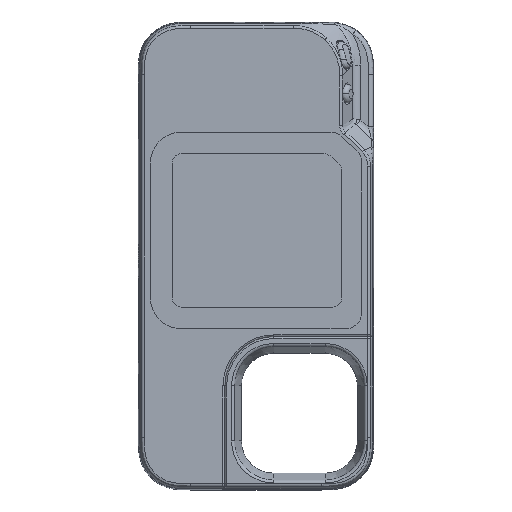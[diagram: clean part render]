
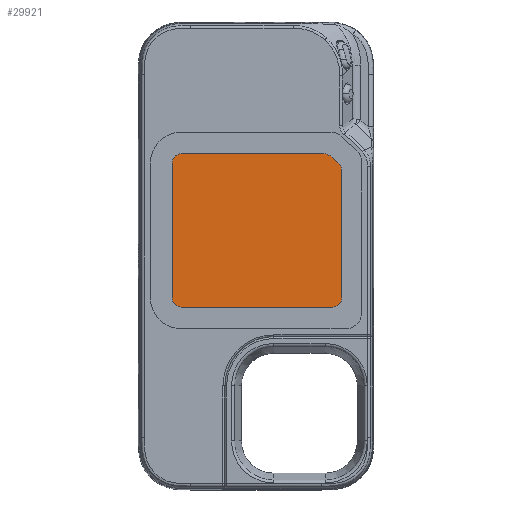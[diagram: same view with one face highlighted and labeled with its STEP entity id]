
A CAD part, front view. The second image highlights one B-rep face of the part: STEP entity #29921.
In plain terms, the highlighted planar face has unit normal (0, -1, 0).
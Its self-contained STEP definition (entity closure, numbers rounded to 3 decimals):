
#39 = DIRECTION ( 'NONE',  ( 0., 0., 1. ) ) ;
#330 = CARTESIAN_POINT ( 'NONE',  ( -49.789, -13.206, 39. ) ) ;
#758 = VERTEX_POINT ( 'NONE', #27493 ) ;
#1008 = CARTESIAN_POINT ( 'NONE',  ( -12.856, -13.206, 54.938 ) ) ;
#1543 = DIRECTION ( 'NONE',  ( 1., 0., 0. ) ) ;
#2705 = DIRECTION ( 'NONE',  ( 0., 1., 0. ) ) ;
#2715 = AXIS2_PLACEMENT_3D ( 'NONE', #4603, #32873, #22398 ) ;
#2842 = DIRECTION ( 'NONE',  ( 0., 1., 0. ) ) ;
#3229 = AXIS2_PLACEMENT_3D ( 'NONE', #32915, #25509, #22980 ) ;
#3246 = DIRECTION ( 'NONE',  ( 0., 0., -1. ) ) ;
#3381 = ORIENTED_EDGE ( 'NONE', *, *, #3441, .F. ) ;
#3441 = EDGE_CURVE ( 'NONE', #33135, #27317, #19870, .T. ) ;
#4287 = VERTEX_POINT ( 'NONE', #8760 ) ;
#4603 = CARTESIAN_POINT ( 'NONE',  ( -0.781, -13.206, 38. ) ) ;
#6396 = CIRCLE ( 'NONE', #26387, 3. ) ;
#6638 = EDGE_CURVE ( 'NONE', #26590, #17847, #30965, .T. ) ;
#7353 = DIRECTION ( 'NONE',  ( 0., 0., -1. ) ) ;
#8760 = CARTESIAN_POINT ( 'NONE',  ( -46.789, -13.206, -7.631 ) ) ;
#8997 = AXIS2_PLACEMENT_3D ( 'NONE', #17761, #2705, #7353 ) ;
#9411 = LINE ( 'NONE', #30994, #25497 ) ;
#9915 = CARTESIAN_POINT ( 'NONE',  ( -46.789, -13.206, 42. ) ) ;
#10217 = LINE ( 'NONE', #18547, #15443 ) ;
#10524 = ORIENTED_EDGE ( 'NONE', *, *, #19298, .F. ) ;
#11247 = LINE ( 'NONE', #1008, #30951 ) ;
#11997 = EDGE_CURVE ( 'NONE', #28971, #26590, #9411, .T. ) ;
#12379 = AXIS2_PLACEMENT_3D ( 'NONE', #20344, #2842, #17903 ) ;
#12495 = DIRECTION ( 'NONE',  ( 0., 1., 0. ) ) ;
#12658 = ORIENTED_EDGE ( 'NONE', *, *, #22460, .F. ) ;
#13443 = ORIENTED_EDGE ( 'NONE', *, *, #19023, .F. ) ;
#14100 = DIRECTION ( 'NONE',  ( 0., -1., 0. ) ) ;
#15184 = DIRECTION ( 'NONE',  ( 0., 0., -1. ) ) ;
#15227 = CIRCLE ( 'NONE', #12379, 4. ) ;
#15443 = VECTOR ( 'NONE', #18431, 1000. ) ;
#16218 = CARTESIAN_POINT ( 'NONE',  ( 3.88, -13.206, 39.097 ) ) ;
#17482 = CIRCLE ( 'NONE', #3229, 3. ) ;
#17645 = CIRCLE ( 'NONE', #8997, 3. ) ;
#17662 = CARTESIAN_POINT ( 'NONE',  ( -49.789, -13.206, 80.374 ) ) ;
#17761 = CARTESIAN_POINT ( 'NONE',  ( -46.789, -13.206, 39. ) ) ;
#17847 = VERTEX_POINT ( 'NONE', #24885 ) ;
#17903 = DIRECTION ( 'NONE',  ( 0., 0., -1. ) ) ;
#18431 = DIRECTION ( 'NONE',  ( -1., 0., 0. ) ) ;
#18520 = CARTESIAN_POINT ( 'NONE',  ( 5.13, -13.206, 80.374 ) ) ;
#18547 = CARTESIAN_POINT ( 'NONE',  ( 11.221, -13.206, -7.631 ) ) ;
#18936 = VERTEX_POINT ( 'NONE', #330 ) ;
#19023 = EDGE_CURVE ( 'NONE', #17847, #21996, #11247, .T. ) ;
#19298 = EDGE_CURVE ( 'NONE', #21996, #33135, #15227, .T. ) ;
#19478 = VECTOR ( 'NONE', #39, 1000. ) ;
#19727 = EDGE_CURVE ( 'NONE', #27317, #27857, #6396, .T. ) ;
#19867 = CARTESIAN_POINT ( 'NONE',  ( 2.13, -13.206, -4.631 ) ) ;
#19870 = LINE ( 'NONE', #18520, #23954 ) ;
#19915 = ORIENTED_EDGE ( 'NONE', *, *, #11997, .F. ) ;
#20344 = CARTESIAN_POINT ( 'NONE',  ( 1.13, -13.206, 36.192 ) ) ;
#21011 = ORIENTED_EDGE ( 'NONE', *, *, #26455, .F. ) ;
#21128 = EDGE_CURVE ( 'NONE', #758, #18936, #31164, .T. ) ;
#21612 = ORIENTED_EDGE ( 'NONE', *, *, #21128, .F. ) ;
#21996 = VERTEX_POINT ( 'NONE', #16218 ) ;
#22398 = DIRECTION ( 'NONE',  ( 0., 0., -1. ) ) ;
#22460 = EDGE_CURVE ( 'NONE', #18936, #28971, #17645, .T. ) ;
#22980 = DIRECTION ( 'NONE',  ( 0., 0., -1. ) ) ;
#23489 = ORIENTED_EDGE ( 'NONE', *, *, #31576, .F. ) ;
#23954 = VECTOR ( 'NONE', #3246, 1000. ) ;
#23964 = CARTESIAN_POINT ( 'NONE',  ( -0.781, -13.206, 42. ) ) ;
#24306 = PLANE ( 'NONE',  #28268 ) ;
#24885 = CARTESIAN_POINT ( 'NONE',  ( 1.969, -13.206, 40.905 ) ) ;
#25497 = VECTOR ( 'NONE', #1543, 1000. ) ;
#25509 = DIRECTION ( 'NONE',  ( 0., 1., 0. ) ) ;
#26387 = AXIS2_PLACEMENT_3D ( 'NONE', #19867, #12495, #15184 ) ;
#26455 = EDGE_CURVE ( 'NONE', #27857, #4287, #10217, .T. ) ;
#26590 = VERTEX_POINT ( 'NONE', #23964 ) ;
#26633 = DIRECTION ( 'NONE',  ( 0.726, 0., -0.687 ) ) ;
#26829 = CARTESIAN_POINT ( 'NONE',  ( 5.13, -13.206, -4.631 ) ) ;
#26916 = CARTESIAN_POINT ( 'NONE',  ( 11.221, -13.206, 80.374 ) ) ;
#27317 = VERTEX_POINT ( 'NONE', #26829 ) ;
#27493 = CARTESIAN_POINT ( 'NONE',  ( -49.789, -13.206, -4.631 ) ) ;
#27857 = VERTEX_POINT ( 'NONE', #32713 ) ;
#28268 = AXIS2_PLACEMENT_3D ( 'NONE', #26916, #14100, #32086 ) ;
#28971 = VERTEX_POINT ( 'NONE', #9915 ) ;
#29218 = EDGE_LOOP ( 'NONE', ( #12658, #21612, #23489, #21011, #32577, #3381, #10524, #13443, #31703, #19915 ) ) ;
#29443 = FACE_OUTER_BOUND ( 'NONE', #29218, .T. ) ;
#29921 = ADVANCED_FACE ( 'NONE', ( #29443 ), #24306, .T. ) ;
#30951 = VECTOR ( 'NONE', #26633, 1000. ) ;
#30965 = CIRCLE ( 'NONE', #2715, 4. ) ;
#30994 = CARTESIAN_POINT ( 'NONE',  ( 11.221, -13.206, 42. ) ) ;
#31164 = LINE ( 'NONE', #17662, #19478 ) ;
#31576 = EDGE_CURVE ( 'NONE', #4287, #758, #17482, .T. ) ;
#31703 = ORIENTED_EDGE ( 'NONE', *, *, #6638, .F. ) ;
#31807 = CARTESIAN_POINT ( 'NONE',  ( 5.13, -13.206, 36.192 ) ) ;
#32086 = DIRECTION ( 'NONE',  ( 0., 0., -1. ) ) ;
#32577 = ORIENTED_EDGE ( 'NONE', *, *, #19727, .F. ) ;
#32713 = CARTESIAN_POINT ( 'NONE',  ( 2.13, -13.206, -7.631 ) ) ;
#32873 = DIRECTION ( 'NONE',  ( 0., 1., 0. ) ) ;
#32915 = CARTESIAN_POINT ( 'NONE',  ( -46.789, -13.206, -4.631 ) ) ;
#33135 = VERTEX_POINT ( 'NONE', #31807 ) ;
